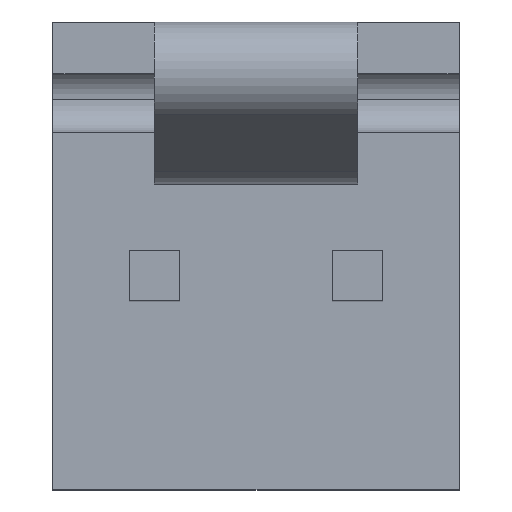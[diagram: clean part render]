
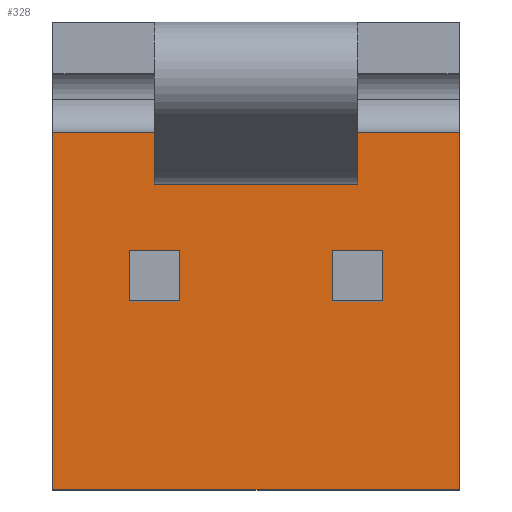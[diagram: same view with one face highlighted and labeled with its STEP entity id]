
A CAD part, top view. The second image highlights one B-rep face of the part: STEP entity #328.
In plain terms, the highlighted planar face has unit normal (0, 0, 1).
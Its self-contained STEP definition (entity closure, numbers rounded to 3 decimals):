
#11 = VECTOR ( 'NONE', #871, 1000. ) ;
#17 = LINE ( 'NONE', #532, #1184 ) ;
#60 = CARTESIAN_POINT ( 'NONE',  ( 1.587, -0.318, 2.54 ) ) ;
#97 = DIRECTION ( 'NONE',  ( -1., 0., 0. ) ) ;
#126 = VERTEX_POINT ( 'NONE', #1574 ) ;
#133 = CARTESIAN_POINT ( 'NONE',  ( 0.953, -0.318, 2.54 ) ) ;
#139 = VECTOR ( 'NONE', #982, 1000. ) ;
#140 = CARTESIAN_POINT ( 'NONE',  ( 2.54, 1.803, 2.54 ) ) ;
#170 = LINE ( 'NONE', #1507, #290 ) ;
#182 = LINE ( 'NONE', #726, #462 ) ;
#197 = ORIENTED_EDGE ( 'NONE', *, *, #1312, .T. ) ;
#208 = DIRECTION ( 'NONE',  ( 1., 0., 0. ) ) ;
#216 = CARTESIAN_POINT ( 'NONE',  ( 0.953, -2.045, 2.54 ) ) ;
#241 = EDGE_CURVE ( 'NONE', #1228, #296, #17, .T. ) ;
#290 = VECTOR ( 'NONE', #455, 1000. ) ;
#296 = VERTEX_POINT ( 'NONE', #1039 ) ;
#307 = EDGE_CURVE ( 'NONE', #1537, #1645, #1167, .T. ) ;
#328 = ADVANCED_FACE ( 'NONE', ( #903, #1445, #1309 ), #1720, .T. ) ;
#335 = VERTEX_POINT ( 'NONE', #352 ) ;
#352 = CARTESIAN_POINT ( 'NONE',  ( -1.587, 0.318, 2.54 ) ) ;
#372 = CARTESIAN_POINT ( 'NONE',  ( 0.953, 0.318, 2.54 ) ) ;
#442 = ORIENTED_EDGE ( 'NONE', *, *, #1261, .T. ) ;
#448 = EDGE_CURVE ( 'NONE', #296, #835, #919, .T. ) ;
#450 = ORIENTED_EDGE ( 'NONE', *, *, #803, .F. ) ;
#455 = DIRECTION ( 'NONE',  ( 0., -1., 0. ) ) ;
#458 = VERTEX_POINT ( 'NONE', #1378 ) ;
#462 = VECTOR ( 'NONE', #1657, 1000. ) ;
#479 = DIRECTION ( 'NONE',  ( 0., 1., 0. ) ) ;
#503 = DIRECTION ( 'NONE',  ( 0., -1., 0. ) ) ;
#532 = CARTESIAN_POINT ( 'NONE',  ( -2.54, 1.803, 2.54 ) ) ;
#548 = CARTESIAN_POINT ( 'NONE',  ( -2.54, -2.667, 2.54 ) ) ;
#584 = VERTEX_POINT ( 'NONE', #60 ) ;
#593 = LINE ( 'NONE', #1134, #11 ) ;
#599 = ORIENTED_EDGE ( 'NONE', *, *, #1087, .T. ) ;
#606 = LINE ( 'NONE', #1253, #1044 ) ;
#678 = VECTOR ( 'NONE', #479, 1000. ) ;
#706 = VERTEX_POINT ( 'NONE', #1272 ) ;
#711 = EDGE_CURVE ( 'NONE', #1537, #584, #606, .T. ) ;
#726 = CARTESIAN_POINT ( 'NONE',  ( -1.587, -0.317, 2.54 ) ) ;
#738 = AXIS2_PLACEMENT_3D ( 'NONE', #1423, #1019, #208 ) ;
#781 = CARTESIAN_POINT ( 'NONE',  ( 2.54, -2.667, 2.54 ) ) ;
#803 = EDGE_CURVE ( 'NONE', #1006, #835, #1207, .T. ) ;
#805 = CARTESIAN_POINT ( 'NONE',  ( -2.54, -2.667, 2.54 ) ) ;
#835 = VERTEX_POINT ( 'NONE', #805 ) ;
#845 = CARTESIAN_POINT ( 'NONE',  ( -0.953, -0.318, 2.54 ) ) ;
#856 = VECTOR ( 'NONE', #97, 1000. ) ;
#871 = DIRECTION ( 'NONE',  ( 0., -1., 0. ) ) ;
#903 = FACE_OUTER_BOUND ( 'NONE', #1275, .T. ) ;
#915 = VECTOR ( 'NONE', #1050, 1000. ) ;
#919 = LINE ( 'NONE', #1461, #960 ) ;
#944 = DIRECTION ( 'NONE',  ( -1., 0., 0. ) ) ;
#960 = VECTOR ( 'NONE', #974, 1000. ) ;
#974 = DIRECTION ( 'NONE',  ( 0., -1., 0. ) ) ;
#982 = DIRECTION ( 'NONE',  ( 0., 1., 0. ) ) ;
#984 = ORIENTED_EDGE ( 'NONE', *, *, #1114, .F. ) ;
#1006 = VERTEX_POINT ( 'NONE', #781 ) ;
#1018 = ORIENTED_EDGE ( 'NONE', *, *, #307, .T. ) ;
#1019 = DIRECTION ( 'NONE',  ( 0., 0., 1. ) ) ;
#1032 = EDGE_LOOP ( 'NONE', ( #984, #197, #1513, #1018 ) ) ;
#1039 = CARTESIAN_POINT ( 'NONE',  ( -2.54, 1.803, 2.54 ) ) ;
#1044 = VECTOR ( 'NONE', #1283, 1000. ) ;
#1047 = VECTOR ( 'NONE', #1347, 1000. ) ;
#1050 = DIRECTION ( 'NONE',  ( -1., 0., 0. ) ) ;
#1087 = EDGE_CURVE ( 'NONE', #706, #1238, #1315, .T. ) ;
#1099 = ORIENTED_EDGE ( 'NONE', *, *, #1576, .F. ) ;
#1102 = ORIENTED_EDGE ( 'NONE', *, *, #1429, .F. ) ;
#1114 = EDGE_CURVE ( 'NONE', #126, #1645, #1437, .T. ) ;
#1134 = CARTESIAN_POINT ( 'NONE',  ( 2.54, 0.445, 2.54 ) ) ;
#1137 = VECTOR ( 'NONE', #503, 1000. ) ;
#1143 = EDGE_LOOP ( 'NONE', ( #1339, #599, #1102, #442 ) ) ;
#1155 = CARTESIAN_POINT ( 'NONE',  ( -0.953, 1.803, 2.54 ) ) ;
#1167 = LINE ( 'NONE', #216, #678 ) ;
#1184 = VECTOR ( 'NONE', #944, 1000. ) ;
#1207 = LINE ( 'NONE', #548, #1047 ) ;
#1228 = VERTEX_POINT ( 'NONE', #140 ) ;
#1238 = VERTEX_POINT ( 'NONE', #845 ) ;
#1253 = CARTESIAN_POINT ( 'NONE',  ( 0.953, -0.317, 2.54 ) ) ;
#1261 = EDGE_CURVE ( 'NONE', #458, #335, #1664, .T. ) ;
#1272 = CARTESIAN_POINT ( 'NONE',  ( -0.953, 0.318, 2.54 ) ) ;
#1275 = EDGE_LOOP ( 'NONE', ( #450, #1099, #1523, #1743 ) ) ;
#1280 = CARTESIAN_POINT ( 'NONE',  ( 0.952, 0.318, 2.54 ) ) ;
#1283 = DIRECTION ( 'NONE',  ( 1., 0., 0. ) ) ;
#1309 = FACE_BOUND ( 'NONE', #1143, .T. ) ;
#1312 = EDGE_CURVE ( 'NONE', #126, #584, #170, .T. ) ;
#1315 = LINE ( 'NONE', #1155, #1137 ) ;
#1317 = LINE ( 'NONE', #1705, #915 ) ;
#1339 = ORIENTED_EDGE ( 'NONE', *, *, #1728, .F. ) ;
#1347 = DIRECTION ( 'NONE',  ( -1., 0., 0. ) ) ;
#1378 = CARTESIAN_POINT ( 'NONE',  ( -1.587, -0.318, 2.54 ) ) ;
#1423 = CARTESIAN_POINT ( 'NONE',  ( -2.54, 1.803, 2.54 ) ) ;
#1429 = EDGE_CURVE ( 'NONE', #458, #1238, #182, .T. ) ;
#1437 = LINE ( 'NONE', #372, #856 ) ;
#1445 = FACE_BOUND ( 'NONE', #1032, .T. ) ;
#1461 = CARTESIAN_POINT ( 'NONE',  ( -2.54, 0.445, 2.54 ) ) ;
#1507 = CARTESIAN_POINT ( 'NONE',  ( 1.587, 1.803, 2.54 ) ) ;
#1513 = ORIENTED_EDGE ( 'NONE', *, *, #711, .F. ) ;
#1523 = ORIENTED_EDGE ( 'NONE', *, *, #241, .T. ) ;
#1537 = VERTEX_POINT ( 'NONE', #133 ) ;
#1574 = CARTESIAN_POINT ( 'NONE',  ( 1.587, 0.318, 2.54 ) ) ;
#1576 = EDGE_CURVE ( 'NONE', #1228, #1006, #593, .T. ) ;
#1645 = VERTEX_POINT ( 'NONE', #1280 ) ;
#1650 = CARTESIAN_POINT ( 'NONE',  ( -1.587, -2.045, 2.54 ) ) ;
#1657 = DIRECTION ( 'NONE',  ( 1., 0., 0. ) ) ;
#1664 = LINE ( 'NONE', #1650, #139 ) ;
#1705 = CARTESIAN_POINT ( 'NONE',  ( -1.587, 0.318, 2.54 ) ) ;
#1720 = PLANE ( 'NONE',  #738 ) ;
#1728 = EDGE_CURVE ( 'NONE', #706, #335, #1317, .T. ) ;
#1743 = ORIENTED_EDGE ( 'NONE', *, *, #448, .T. ) ;
